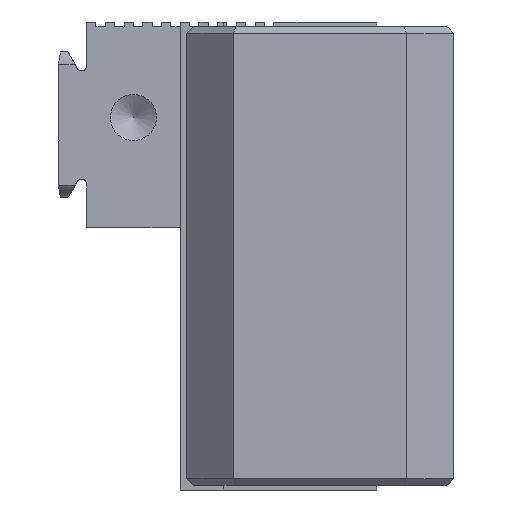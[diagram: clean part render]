
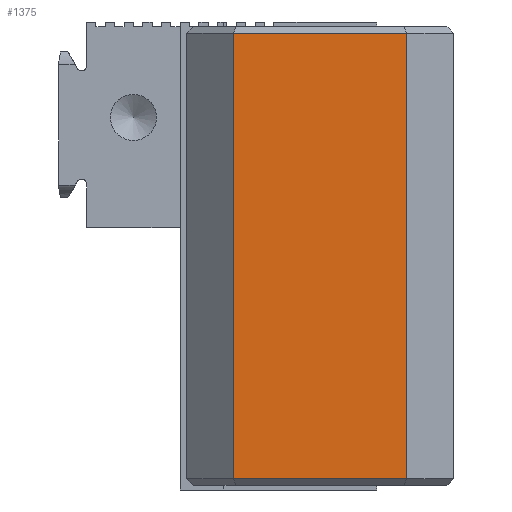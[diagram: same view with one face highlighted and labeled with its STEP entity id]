
A CAD part, left-side view. The second image highlights one B-rep face of the part: STEP entity #1375.
In plain terms, the highlighted planar face has unit normal (-1, 0, 0).
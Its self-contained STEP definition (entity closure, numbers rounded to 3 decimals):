
#1034=CARTESIAN_POINT('',(-67.291,-29.666,48.8));
#1035=VERTEX_POINT('',#1034);
#1065=CARTESIAN_POINT('',(-67.291,-11.166,48.8));
#1066=VERTEX_POINT('',#1065);
#1073=CARTESIAN_POINT('',(-67.291,-11.166,48.8));
#1074=DIRECTION('',(0.0,-1.0,0.0));
#1075=VECTOR('',#1074,18.5);
#1076=LINE('',#1073,#1075);
#1077=EDGE_CURVE('',#1066,#1035,#1076,.T.);
#1244=CARTESIAN_POINT('',(-67.291,-11.166,1.2));
#1245=VERTEX_POINT('',#1244);
#1268=CARTESIAN_POINT('',(-67.291,-29.666,1.2));
#1269=VERTEX_POINT('',#1268);
#1276=CARTESIAN_POINT('',(-67.291,-29.666,1.2));
#1277=DIRECTION('',(0.0,1.0,0.0));
#1278=VECTOR('',#1277,18.5);
#1279=LINE('',#1276,#1278);
#1280=EDGE_CURVE('',#1269,#1245,#1279,.T.);
#1350=CARTESIAN_POINT('',(-67.291,-11.166,48.8));
#1351=DIRECTION('',(0.0,0.0,-1.0));
#1352=VECTOR('',#1351,47.6);
#1353=LINE('',#1350,#1352);
#1354=EDGE_CURVE('',#1066,#1245,#1353,.T.);
#1359=CARTESIAN_POINT('',(-67.291,-11.166,49.5));
#1360=DIRECTION('',(-1.0,0.0,0.0));
#1361=DIRECTION('',(0.0,0.0,-1.0));
#1362=AXIS2_PLACEMENT_3D('',#1359,#1360,#1361);
#1363=PLANE('',#1362);
#1364=ORIENTED_EDGE('',*,*,#1077,.F.);
#1365=ORIENTED_EDGE('',*,*,#1354,.T.);
#1366=ORIENTED_EDGE('',*,*,#1280,.F.);
#1367=CARTESIAN_POINT('',(-67.291,-29.666,48.8));
#1368=DIRECTION('',(0.0,0.0,-1.0));
#1369=VECTOR('',#1368,47.6);
#1370=LINE('',#1367,#1369);
#1371=EDGE_CURVE('',#1035,#1269,#1370,.T.);
#1372=ORIENTED_EDGE('',*,*,#1371,.F.);
#1373=EDGE_LOOP('',(#1364,#1365,#1366,#1372));
#1374=FACE_OUTER_BOUND('',#1373,.T.);
#1375=ADVANCED_FACE('',(#1374),#1363,.T.);
